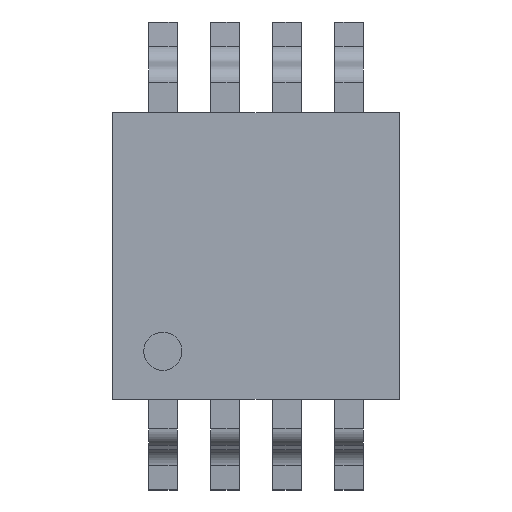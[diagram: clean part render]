
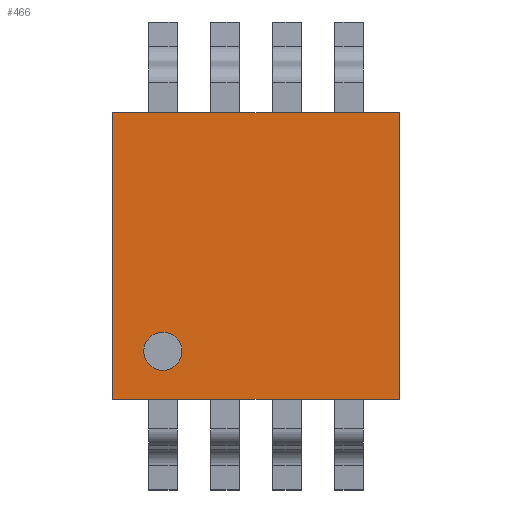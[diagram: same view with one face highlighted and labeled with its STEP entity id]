
A CAD part, top view. The second image highlights one B-rep face of the part: STEP entity #466.
In plain terms, the highlighted planar face has unit normal (0, 0, 1).
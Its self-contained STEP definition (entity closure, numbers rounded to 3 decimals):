
#35 = VERTEX_POINT('',#36);
#36 = CARTESIAN_POINT('',(-0.975,-1.2,0.98));
#42 = EDGE_CURVE('',#43,#35,#45,.T.);
#43 = VERTEX_POINT('',#44);
#44 = CARTESIAN_POINT('',(-0.975,-0.8,0.98));
#45 = CIRCLE('',#46,0.2);
#46 = AXIS2_PLACEMENT_3D('',#47,#48,#49);
#47 = CARTESIAN_POINT('',(-0.975,-1.,0.98));
#48 = DIRECTION('',(0.,0.,1.));
#49 = DIRECTION('',(0.,-1.,0.));
#119 = VERTEX_POINT('',#120);
#120 = CARTESIAN_POINT('',(1.5,-1.5,0.98));
#126 = EDGE_CURVE('',#127,#119,#129,.T.);
#127 = VERTEX_POINT('',#128);
#128 = CARTESIAN_POINT('',(-1.5,-1.5,0.98));
#129 = LINE('',#130,#131);
#130 = CARTESIAN_POINT('',(-1.5,-1.5,0.98));
#131 = VECTOR('',#132,1.);
#132 = DIRECTION('',(1.,0.,0.));
#363 = VERTEX_POINT('',#364);
#364 = CARTESIAN_POINT('',(-1.5,1.5,0.98));
#370 = EDGE_CURVE('',#371,#363,#373,.T.);
#371 = VERTEX_POINT('',#372);
#372 = CARTESIAN_POINT('',(1.5,1.5,0.98));
#373 = LINE('',#374,#375);
#374 = CARTESIAN_POINT('',(-1.5,1.5,0.98));
#375 = VECTOR('',#376,1.);
#376 = DIRECTION('',(-1.,0.,0.));
#433 = EDGE_CURVE('',#363,#127,#434,.T.);
#434 = LINE('',#435,#436);
#435 = CARTESIAN_POINT('',(-1.5,-1.5,0.98));
#436 = VECTOR('',#437,1.);
#437 = DIRECTION('',(0.,-1.,0.));
#455 = EDGE_CURVE('',#119,#371,#456,.T.);
#456 = LINE('',#457,#458);
#457 = CARTESIAN_POINT('',(1.5,-1.5,0.98));
#458 = VECTOR('',#459,1.);
#459 = DIRECTION('',(0.,1.,0.));
#466 = ADVANCED_FACE('',(#467,#477),#483,.F.);
#467 = FACE_BOUND('',#468,.T.);
#468 = EDGE_LOOP('',(#469,#476));
#469 = ORIENTED_EDGE('',*,*,#470,.F.);
#470 = EDGE_CURVE('',#35,#43,#471,.T.);
#471 = CIRCLE('',#472,0.2);
#472 = AXIS2_PLACEMENT_3D('',#473,#474,#475);
#473 = CARTESIAN_POINT('',(-0.975,-1.,0.98));
#474 = DIRECTION('',(0.,0.,1.));
#475 = DIRECTION('',(0.,-1.,0.));
#476 = ORIENTED_EDGE('',*,*,#42,.F.);
#477 = FACE_BOUND('',#478,.T.);
#478 = EDGE_LOOP('',(#479,#480,#481,#482));
#479 = ORIENTED_EDGE('',*,*,#433,.T.);
#480 = ORIENTED_EDGE('',*,*,#126,.T.);
#481 = ORIENTED_EDGE('',*,*,#455,.T.);
#482 = ORIENTED_EDGE('',*,*,#370,.T.);
#483 = PLANE('',#484);
#484 = AXIS2_PLACEMENT_3D('',#485,#486,#487);
#485 = CARTESIAN_POINT('',(-1.5,-1.5,0.98));
#486 = DIRECTION('',(0.,0.,-1.));
#487 = DIRECTION('',(0.,1.,0.));
